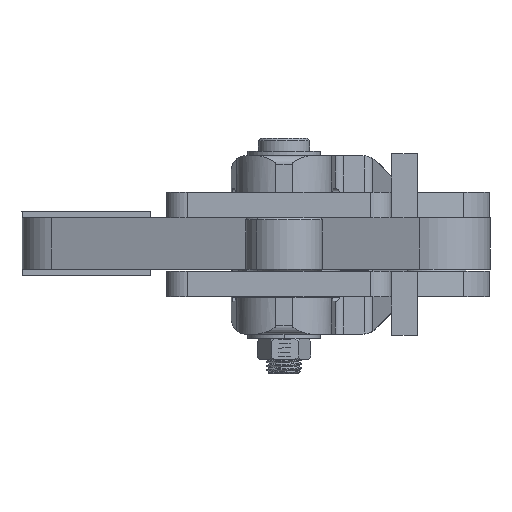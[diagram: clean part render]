
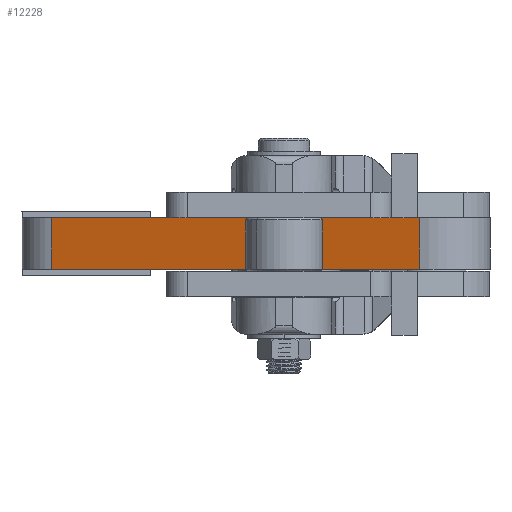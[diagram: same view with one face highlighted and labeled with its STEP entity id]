
A CAD part, front view. The second image highlights one B-rep face of the part: STEP entity #12228.
In plain terms, the highlighted planar face has unit normal (-0.313, -0.95, 0).
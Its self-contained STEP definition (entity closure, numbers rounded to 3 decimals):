
#156 = DIRECTION ( 'NONE',  ( -0.95, 0.313, 0. ) ) ;
#734 = LINE ( 'NONE', #18558, #26130 ) ;
#1986 = ORIENTED_EDGE ( 'NONE', *, *, #19688, .F. ) ;
#2886 = VECTOR ( 'NONE', #156, 1000. ) ;
#4093 = PLANE ( 'NONE',  #15986 ) ;
#4772 = CARTESIAN_POINT ( 'NONE',  ( -7235.478, 8592.266, 15. ) ) ;
#6202 = DIRECTION ( 'NONE',  ( 0.95, -0.313, 0. ) ) ;
#7581 = CARTESIAN_POINT ( 'NONE',  ( -7149.261, 8563.824, 1.5 ) ) ;
#8405 = ORIENTED_EDGE ( 'NONE', *, *, #16175, .F. ) ;
#9036 = EDGE_CURVE ( 'NONE', #17222, #15084, #31442, .T. ) ;
#9044 = DIRECTION ( 'NONE',  ( -0.95, 0.313, 0. ) ) ;
#11051 = ORIENTED_EDGE ( 'NONE', *, *, #9036, .F. ) ;
#11746 = LINE ( 'NONE', #4772, #24060 ) ;
#12228 = ADVANCED_FACE ( 'NONE', ( #24379 ), #4093, .F. ) ;
#15084 = VERTEX_POINT ( 'NONE', #29944 ) ;
#15092 = DIRECTION ( 'NONE',  ( 0., 0., -1. ) ) ;
#15943 = LINE ( 'NONE', #7581, #2886 ) ;
#15986 = AXIS2_PLACEMENT_3D ( 'NONE', #21275, #23783, #9044 ) ;
#16175 = EDGE_CURVE ( 'NONE', #23519, #17222, #734, .T. ) ;
#17036 = DIRECTION ( 'NONE',  ( 0., 0., 1. ) ) ;
#17222 = VERTEX_POINT ( 'NONE', #24756 ) ;
#17549 = ORIENTED_EDGE ( 'NONE', *, *, #19552, .F. ) ;
#18357 = VECTOR ( 'NONE', #15092, 1000. ) ;
#18558 = CARTESIAN_POINT ( 'NONE',  ( -7235.478, 8592.266, 13.5 ) ) ;
#19552 = EDGE_CURVE ( 'NONE', #29664, #23519, #11746, .T. ) ;
#19688 = EDGE_CURVE ( 'NONE', #15084, #29664, #15943, .T. ) ;
#20109 = CARTESIAN_POINT ( 'NONE',  ( -7235.478, 8592.266, 13.5 ) ) ;
#20277 = EDGE_LOOP ( 'NONE', ( #11051, #8405, #17549, #1986 ) ) ;
#21275 = CARTESIAN_POINT ( 'NONE',  ( -7235.478, 8592.266, 15. ) ) ;
#23519 = VERTEX_POINT ( 'NONE', #20109 ) ;
#23783 = DIRECTION ( 'NONE',  ( 0.313, 0.95, 0. ) ) ;
#24060 = VECTOR ( 'NONE', #17036, 1000. ) ;
#24379 = FACE_OUTER_BOUND ( 'NONE', #20277, .T. ) ;
#24756 = CARTESIAN_POINT ( 'NONE',  ( -7149.261, 8563.824, 13.5 ) ) ;
#24904 = CARTESIAN_POINT ( 'NONE',  ( -7149.261, 8563.824, 15. ) ) ;
#26130 = VECTOR ( 'NONE', #6202, 1000. ) ;
#29664 = VERTEX_POINT ( 'NONE', #31626 ) ;
#29944 = CARTESIAN_POINT ( 'NONE',  ( -7149.261, 8563.824, 1.5 ) ) ;
#31442 = LINE ( 'NONE', #24904, #18357 ) ;
#31626 = CARTESIAN_POINT ( 'NONE',  ( -7235.478, 8592.266, 1.5 ) ) ;
